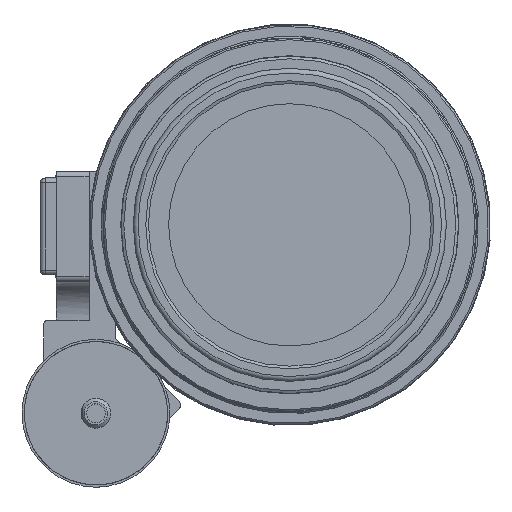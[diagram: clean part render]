
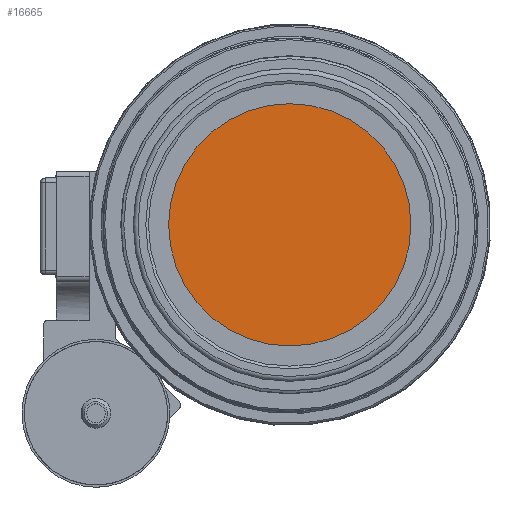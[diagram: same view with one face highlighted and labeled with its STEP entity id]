
A CAD part, left-side view. The second image highlights one B-rep face of the part: STEP entity #16665.
In plain terms, the highlighted planar face has unit normal (1, 0, 0).
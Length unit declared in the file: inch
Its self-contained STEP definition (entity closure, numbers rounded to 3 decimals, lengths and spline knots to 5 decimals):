
#244=FACE_BOUND('',#2755,.T.);
#996=PLANE('',#17929);
#1779=FACE_OUTER_BOUND('',#2754,.T.);
#2754=EDGE_LOOP('',(#14041,#14042));
#2755=EDGE_LOOP('',(#14043,#14044));
#6276=CIRCLE('',#17895,1.1605);
#6277=CIRCLE('',#17896,1.1605);
#6288=CIRCLE('',#17917,1.16);
#6289=CIRCLE('',#17918,1.16);
#7704=VERTEX_POINT('',#28492);
#7705=VERTEX_POINT('',#28494);
#7721=VERTEX_POINT('',#28569);
#7722=VERTEX_POINT('',#28571);
#9851=EDGE_CURVE('',#7705,#7704,#6276,.T.);
#9852=EDGE_CURVE('',#7704,#7705,#6277,.T.);
#9883=EDGE_CURVE('',#7721,#7722,#6288,.T.);
#9884=EDGE_CURVE('',#7722,#7721,#6289,.T.);
#14041=ORIENTED_EDGE('',*,*,#9851,.T.);
#14042=ORIENTED_EDGE('',*,*,#9852,.T.);
#14043=ORIENTED_EDGE('',*,*,#9884,.F.);
#14044=ORIENTED_EDGE('',*,*,#9883,.F.);
#16665=ADVANCED_FACE('',(#1779,#244),#996,.T.);
#17895=AXIS2_PLACEMENT_3D('',#28495,#21498,#21499);
#17896=AXIS2_PLACEMENT_3D('',#28496,#21500,#21501);
#17917=AXIS2_PLACEMENT_3D('',#28572,#21558,#21559);
#17918=AXIS2_PLACEMENT_3D('',#28573,#21560,#21561);
#17929=AXIS2_PLACEMENT_3D('',#28616,#21584,#21585);
#21498=DIRECTION('center_axis',(1.,0.,0.));
#21499=DIRECTION('ref_axis',(0.,-0.712,-0.702));
#21500=DIRECTION('center_axis',(1.,0.,0.));
#21501=DIRECTION('ref_axis',(0.,-0.712,-0.702));
#21558=DIRECTION('center_axis',(1.,0.,0.));
#21559=DIRECTION('ref_axis',(0.,-0.071,-0.997));
#21560=DIRECTION('center_axis',(1.,0.,0.));
#21561=DIRECTION('ref_axis',(0.,-0.071,-0.997));
#21584=DIRECTION('center_axis',(1.,0.,0.));
#21585=DIRECTION('ref_axis',(0.,-0.071,-0.997));
#28492=CARTESIAN_POINT('',(-0.06279,0.82613,0.81502));
#28494=CARTESIAN_POINT('',(-0.06279,-0.82613,-0.81502));
#28495=CARTESIAN_POINT('Origin',(-0.06279,0.,
0.));
#28496=CARTESIAN_POINT('Origin',(-0.06279,0.,
0.));
#28569=CARTESIAN_POINT('',(-0.06279,-1.15706,0.08253));
#28571=CARTESIAN_POINT('',(-0.06279,1.15706,-0.08253));
#28572=CARTESIAN_POINT('Origin',(-0.06279,0.,
0.));
#28573=CARTESIAN_POINT('Origin',(-0.06279,0.,
0.));
#28616=CARTESIAN_POINT('Origin',(-0.06279,1.15706,-0.08253));
